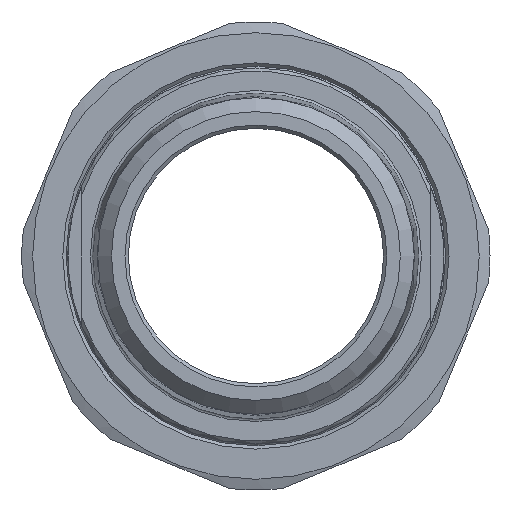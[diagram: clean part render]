
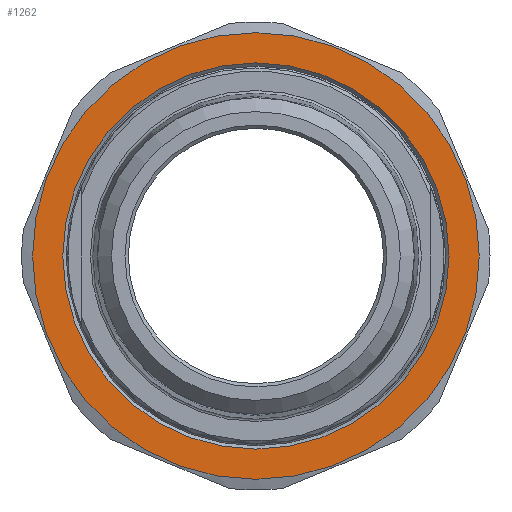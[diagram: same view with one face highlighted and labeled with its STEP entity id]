
A CAD part, left-side view. The second image highlights one B-rep face of the part: STEP entity #1262.
In plain terms, the highlighted planar face has unit normal (-1, 0, 0).
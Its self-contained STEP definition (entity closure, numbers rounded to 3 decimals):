
#46=FACE_BOUND('',#231,.T.);
#111=PLANE('',#1436);
#152=FACE_OUTER_BOUND('',#230,.T.);
#230=EDGE_LOOP('',(#949));
#231=EDGE_LOOP('',(#950));
#442=CIRCLE('',#1423,33.25);
#444=CIRCLE('',#1431,28.75);
#563=VERTEX_POINT('',#2115);
#565=VERTEX_POINT('',#2169);
#692=EDGE_CURVE('',#563,#563,#442,.T.);
#709=EDGE_CURVE('',#565,#565,#444,.T.);
#949=ORIENTED_EDGE('',*,*,#692,.T.);
#950=ORIENTED_EDGE('',*,*,#709,.F.);
#1262=ADVANCED_FACE('',(#152,#46),#111,.F.);
#1423=AXIS2_PLACEMENT_3D('',#2117,#1662,#1663);
#1431=AXIS2_PLACEMENT_3D('',#2170,#1679,#1680);
#1436=AXIS2_PLACEMENT_3D('',#2180,#1691,#1692);
#1662=DIRECTION('center_axis',(-1.,0.,0.));
#1663=DIRECTION('ref_axis',(0.,1.,0.));
#1679=DIRECTION('center_axis',(-1.,0.,0.));
#1680=DIRECTION('ref_axis',(0.,-1.,0.));
#1691=DIRECTION('center_axis',(1.,0.,0.));
#1692=DIRECTION('ref_axis',(0.,0.,-1.));
#2115=CARTESIAN_POINT('',(-20.,-33.25,0.));
#2117=CARTESIAN_POINT('Origin',(-20.,0.,0.));
#2169=CARTESIAN_POINT('',(-20.,28.75,0.));
#2170=CARTESIAN_POINT('Origin',(-20.,0.,0.));
#2180=CARTESIAN_POINT('Origin',(-20.,0.,0.));
